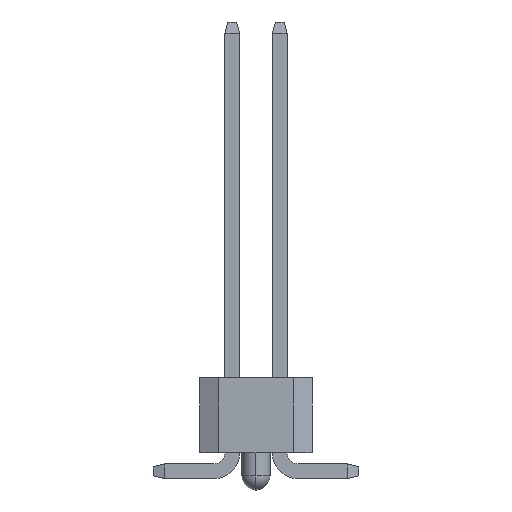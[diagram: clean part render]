
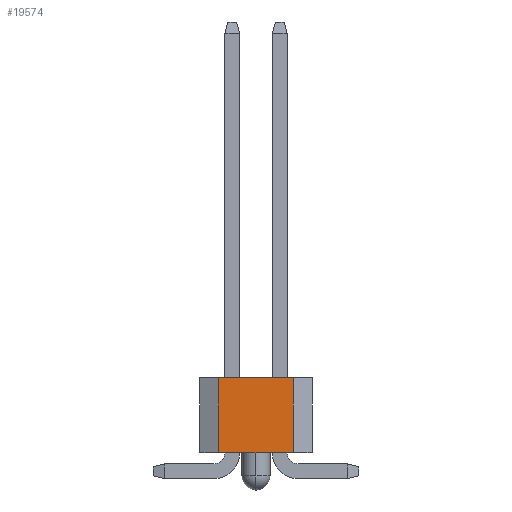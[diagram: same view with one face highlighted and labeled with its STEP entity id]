
A CAD part, left-side view. The second image highlights one B-rep face of the part: STEP entity #19574.
In plain terms, the highlighted planar face has unit normal (-1, 0, 0).
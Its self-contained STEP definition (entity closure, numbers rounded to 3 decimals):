
#665 = VECTOR ( 'NONE', #20873, 1000. ) ;
#957 = DIRECTION ( 'NONE',  ( 0., 0., 1. ) ) ;
#1824 = CARTESIAN_POINT ( 'NONE',  ( -8.89, -1.5, 2. ) ) ;
#3404 = VERTEX_POINT ( 'NONE', #7469 ) ;
#3598 = LINE ( 'NONE', #3729, #21342 ) ;
#3729 = CARTESIAN_POINT ( 'NONE',  ( -8.89, -1.5, 0. ) ) ;
#6758 = CARTESIAN_POINT ( 'NONE',  ( -8.89, -1., -0.5 ) ) ;
#7469 = CARTESIAN_POINT ( 'NONE',  ( -8.89, -1., 2. ) ) ;
#7566 = EDGE_CURVE ( 'NONE', #10397, #22629, #20118, .T. ) ;
#8931 = PLANE ( 'NONE',  #9113 ) ;
#9113 = AXIS2_PLACEMENT_3D ( 'NONE', #16645, #12612, #18787 ) ;
#9977 = EDGE_CURVE ( 'NONE', #10397, #19339, #3598, .T. ) ;
#10397 = VERTEX_POINT ( 'NONE', #17461 ) ;
#11874 = CARTESIAN_POINT ( 'NONE',  ( -8.89, -1., 0. ) ) ;
#12612 = DIRECTION ( 'NONE',  ( 1., 0., 0. ) ) ;
#13077 = LINE ( 'NONE', #1824, #665 ) ;
#13211 = DIRECTION ( 'NONE',  ( 0., -1., 0. ) ) ;
#13964 = CARTESIAN_POINT ( 'NONE',  ( -8.89, 1., 2. ) ) ;
#15362 = ORIENTED_EDGE ( 'NONE', *, *, #9977, .T. ) ;
#15595 = EDGE_LOOP ( 'NONE', ( #15362, #23420, #24102, #19723 ) ) ;
#15633 = EDGE_CURVE ( 'NONE', #19339, #3404, #22502, .T. ) ;
#15713 = EDGE_CURVE ( 'NONE', #22629, #3404, #13077, .T. ) ;
#16645 = CARTESIAN_POINT ( 'NONE',  ( -8.89, -1.5, 2. ) ) ;
#17461 = CARTESIAN_POINT ( 'NONE',  ( -8.89, 1., 0. ) ) ;
#18787 = DIRECTION ( 'NONE',  ( 0., 0., -1. ) ) ;
#19339 = VERTEX_POINT ( 'NONE', #11874 ) ;
#19574 = ADVANCED_FACE ( 'NONE', ( #24694 ), #8931, .F. ) ;
#19723 = ORIENTED_EDGE ( 'NONE', *, *, #7566, .F. ) ;
#20118 = LINE ( 'NONE', #22361, #22633 ) ;
#20409 = VECTOR ( 'NONE', #957, 1000. ) ;
#20873 = DIRECTION ( 'NONE',  ( 0., -1., 0. ) ) ;
#21342 = VECTOR ( 'NONE', #13211, 1000. ) ;
#22248 = DIRECTION ( 'NONE',  ( 0., 0., 1. ) ) ;
#22361 = CARTESIAN_POINT ( 'NONE',  ( -8.89, 1., -0.5 ) ) ;
#22502 = LINE ( 'NONE', #6758, #20409 ) ;
#22629 = VERTEX_POINT ( 'NONE', #13964 ) ;
#22633 = VECTOR ( 'NONE', #22248, 1000. ) ;
#23420 = ORIENTED_EDGE ( 'NONE', *, *, #15633, .T. ) ;
#24102 = ORIENTED_EDGE ( 'NONE', *, *, #15713, .F. ) ;
#24694 = FACE_OUTER_BOUND ( 'NONE', #15595, .T. ) ;
